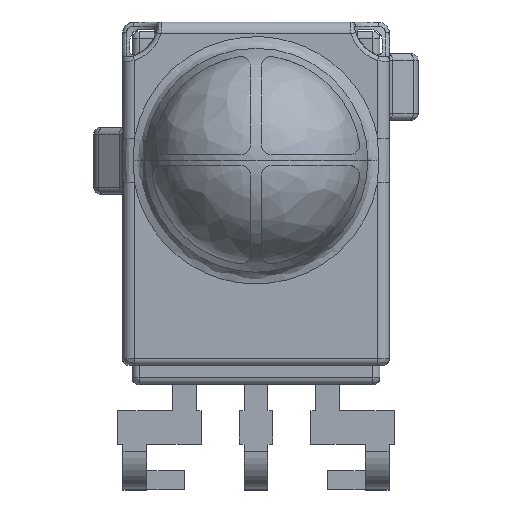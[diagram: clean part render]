
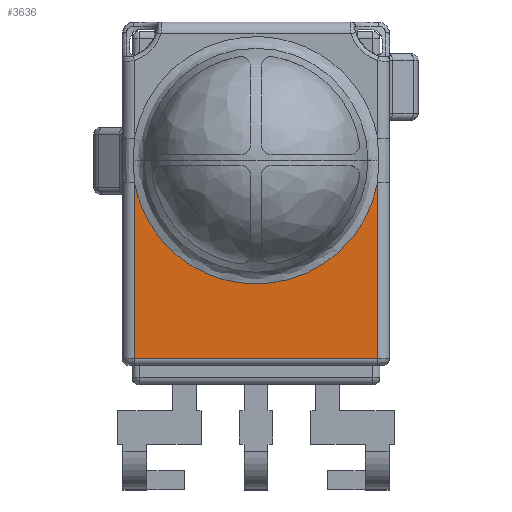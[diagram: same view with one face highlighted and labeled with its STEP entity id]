
A CAD part, top view. The second image highlights one B-rep face of the part: STEP entity #3636.
In plain terms, the highlighted planar face has unit normal (0, 0, 1).
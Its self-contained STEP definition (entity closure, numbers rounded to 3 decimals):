
#187 = ORIENTED_EDGE ( 'NONE', *, *, #8873, .F. ) ;
#629 = DIRECTION ( 'NONE',  ( 0., -1., 0. ) ) ;
#779 = B_SPLINE_CURVE_WITH_KNOTS ( 'NONE', 3,
 ( #3885, #6588, #15315, #6765, #16727, #8215, #18168, #9636, #1072, #11079, #2501, #12501, #3948, #13951, #5373, #15372, #6836, #16785, #8273, #18232, #9701, #1126, #11139, #2566, #12560, #4003, #14014, #5433, #15432, #6895, #16853, #8328, #18290, #9761, #1195, #11192, #2617, #12622, #4061, #14074, #5495, #15500, #6959, #16907, #8390, #18347, #9820, #1253, #11246, #2678, #12682, #4129 ),
 .UNSPECIFIED., .F., .F.,
 ( 4, 1, 1, 1, 1, 2, 2, 1, 1, 1, 1, 2, 2, 1, 1, 1, 2, 2, 2, 1, 1, 1, 2, 2, 1, 1, 1, 1, 2, 2, 1, 1, 1, 1, 2, 2, 4 ),
 ( 0., 0.062, 0.094, 0.109, 0.117, 0.121, 0.125, 0.187, 0.219, 0.234, 0.242, 0.246, 0.25, 0.312, 0.344, 0.359, 0.367, 0.375, 0.5, 0.562, 0.594, 0.609, 0.617, 0.625, 0.688, 0.719, 0.734, 0.742, 0.746, 0.75, 0.813, 0.844, 0.859, 0.867, 0.871, 0.875, 1. ),
 .UNSPECIFIED. ) ;
#836 = VERTEX_POINT ( 'NONE', #18424 ) ;
#1072 = CARTESIAN_POINT ( 'NONE',  ( 2.335, -1.127, 5. ) ) ;
#1126 = CARTESIAN_POINT ( 'NONE',  ( 1.111, -2.342, 5. ) ) ;
#1195 = CARTESIAN_POINT ( 'NONE',  ( -1.402, -2.192, 5. ) ) ;
#1253 = CARTESIAN_POINT ( 'NONE',  ( -2.323, -1.151, 5. ) ) ;
#1476 = CARTESIAN_POINT ( 'NONE',  ( 2.55, -2.313, 5. ) ) ;
#2501 = CARTESIAN_POINT ( 'NONE',  ( 2.16, -1.446, 5. ) ) ;
#2566 = CARTESIAN_POINT ( 'NONE',  ( 1.056, -2.367, 5. ) ) ;
#2617 = CARTESIAN_POINT ( 'NONE',  ( -1.737, -1.925, 5. ) ) ;
#2678 = CARTESIAN_POINT ( 'NONE',  ( -2.434, -0.923, 5. ) ) ;
#2884 = LINE ( 'NONE', #1476, #17634 ) ;
#3636 = ADVANCED_FACE ( 'NONE', ( #17314 ), #6327, .T. ) ;
#3885 = CARTESIAN_POINT ( 'NONE',  ( 2.55, -0.466, 5. ) ) ;
#3948 = CARTESIAN_POINT ( 'NONE',  ( 1.927, -1.734, 5. ) ) ;
#4003 = CARTESIAN_POINT ( 'NONE',  ( 0.36, -2.592, 5. ) ) ;
#4061 = CARTESIAN_POINT ( 'NONE',  ( -1.812, -1.854, 5. ) ) ;
#4129 = CARTESIAN_POINT ( 'NONE',  ( -2.55, -0.466, 5. ) ) ;
#4155 = VECTOR ( 'NONE', #8914, 1000. ) ;
#4943 = CARTESIAN_POINT ( 'NONE',  ( 2.8, -4.3, 5. ) ) ;
#5335 = CARTESIAN_POINT ( 'NONE',  ( 2.55, -4.16, 5. ) ) ;
#5373 = CARTESIAN_POINT ( 'NONE',  ( 1.866, -1.799, 5. ) ) ;
#5433 = CARTESIAN_POINT ( 'NONE',  ( -0.444, -2.565, 5. ) ) ;
#5495 = CARTESIAN_POINT ( 'NONE',  ( -1.835, -1.831, 5. ) ) ;
#5583 = ORIENTED_EDGE ( 'NONE', *, *, #12812, .T. ) ;
#5743 = VECTOR ( 'NONE', #629, 1000. ) ;
#6327 = PLANE ( 'NONE',  #10481 ) ;
#6396 = DIRECTION ( 'NONE',  ( 1., 0., 0. ) ) ;
#6588 = CARTESIAN_POINT ( 'NONE',  ( 2.529, -0.583, 5. ) ) ;
#6765 = CARTESIAN_POINT ( 'NONE',  ( 2.415, -0.947, 5. ) ) ;
#6836 = CARTESIAN_POINT ( 'NONE',  ( 1.849, -1.817, 5. ) ) ;
#6837 = EDGE_LOOP ( 'NONE', ( #187, #14418, #5583, #7633 ) ) ;
#6895 = CARTESIAN_POINT ( 'NONE',  ( -0.89, -2.435, 5. ) ) ;
#6959 = CARTESIAN_POINT ( 'NONE',  ( -2.078, -1.561, 5. ) ) ;
#7633 = ORIENTED_EDGE ( 'NONE', *, *, #16852, .T. ) ;
#7783 = CARTESIAN_POINT ( 'NONE',  ( -2.55, -4.3, 5. ) ) ;
#8215 = CARTESIAN_POINT ( 'NONE',  ( 2.353, -1.088, 5. ) ) ;
#8232 = LINE ( 'NONE', #7783, #5743 ) ;
#8273 = CARTESIAN_POINT ( 'NONE',  ( 1.537, -2.1, 5. ) ) ;
#8328 = CARTESIAN_POINT ( 'NONE',  ( -0.994, -2.394, 5. ) ) ;
#8390 = CARTESIAN_POINT ( 'NONE',  ( -2.274, -1.246, 5. ) ) ;
#8873 = EDGE_CURVE ( 'NONE', #836, #16731, #2884, .T. ) ;
#8914 = DIRECTION ( 'NONE',  ( 1., 0., 0. ) ) ;
#8955 = CARTESIAN_POINT ( 'NONE',  ( -2.55, -4.16, 5. ) ) ;
#9636 = CARTESIAN_POINT ( 'NONE',  ( 2.337, -1.122, 5. ) ) ;
#9701 = CARTESIAN_POINT ( 'NONE',  ( 1.167, -2.316, 5. ) ) ;
#9761 = CARTESIAN_POINT ( 'NONE',  ( -1.187, -2.31, 5. ) ) ;
#9820 = CARTESIAN_POINT ( 'NONE',  ( -2.315, -1.167, 5. ) ) ;
#10034 = VERTEX_POINT ( 'NONE', #8955 ) ;
#10049 = DIRECTION ( 'NONE',  ( 0., -1., 0. ) ) ;
#10481 = AXIS2_PLACEMENT_3D ( 'NONE', #4943, #14939, #6396 ) ;
#11079 = CARTESIAN_POINT ( 'NONE',  ( 2.268, -1.263, 5. ) ) ;
#11139 = CARTESIAN_POINT ( 'NONE',  ( 1.073, -2.36, 5. ) ) ;
#11192 = CARTESIAN_POINT ( 'NONE',  ( -1.629, -2.02, 5. ) ) ;
#11246 = CARTESIAN_POINT ( 'NONE',  ( -2.327, -1.142, 5. ) ) ;
#12501 = CARTESIAN_POINT ( 'NONE',  ( 2.009, -1.641, 5. ) ) ;
#12560 = CARTESIAN_POINT ( 'NONE',  ( 0.706, -2.52, 5. ) ) ;
#12622 = CARTESIAN_POINT ( 'NONE',  ( -1.79, -1.876, 5. ) ) ;
#12682 = CARTESIAN_POINT ( 'NONE',  ( -2.507, -0.7, 5. ) ) ;
#12812 = EDGE_CURVE ( 'NONE', #14565, #10034, #8232, .T. ) ;
#13000 = CARTESIAN_POINT ( 'NONE',  ( 2.8, -4.16, 5. ) ) ;
#13951 = CARTESIAN_POINT ( 'NONE',  ( 1.885, -1.78, 5. ) ) ;
#14014 = CARTESIAN_POINT ( 'NONE',  ( -0.18, -2.592, 5. ) ) ;
#14074 = CARTESIAN_POINT ( 'NONE',  ( -1.827, -1.839, 5. ) ) ;
#14418 = ORIENTED_EDGE ( 'NONE', *, *, #17710, .T. ) ;
#14565 = VERTEX_POINT ( 'NONE', #15600 ) ;
#14939 = DIRECTION ( 'NONE',  ( 0., 0., 1. ) ) ;
#15315 = CARTESIAN_POINT ( 'NONE',  ( 2.485, -0.754, 5. ) ) ;
#15372 = CARTESIAN_POINT ( 'NONE',  ( 1.854, -1.812, 5. ) ) ;
#15432 = CARTESIAN_POINT ( 'NONE',  ( -0.743, -2.487, 5. ) ) ;
#15500 = CARTESIAN_POINT ( 'NONE',  ( -1.942, -1.723, 5. ) ) ;
#15565 = LINE ( 'NONE', #13000, #4155 ) ;
#15600 = CARTESIAN_POINT ( 'NONE',  ( -2.55, -0.466, 5. ) ) ;
#16727 = CARTESIAN_POINT ( 'NONE',  ( 2.374, -1.041, 5. ) ) ;
#16731 = VERTEX_POINT ( 'NONE', #5335 ) ;
#16785 = CARTESIAN_POINT ( 'NONE',  ( 1.725, -1.942, 5. ) ) ;
#16852 = EDGE_CURVE ( 'NONE', #10034, #16731, #15565, .T. ) ;
#16853 = CARTESIAN_POINT ( 'NONE',  ( -0.953, -2.411, 5. ) ) ;
#16907 = CARTESIAN_POINT ( 'NONE',  ( -2.213, -1.354, 5. ) ) ;
#17314 = FACE_OUTER_BOUND ( 'NONE', #6837, .T. ) ;
#17634 = VECTOR ( 'NONE', #10049, 1000. ) ;
#17710 = EDGE_CURVE ( 'NONE', #836, #14565, #779, .T. ) ;
#18168 = CARTESIAN_POINT ( 'NONE',  ( 2.343, -1.108, 5. ) ) ;
#18232 = CARTESIAN_POINT ( 'NONE',  ( 1.294, -2.249, 5. ) ) ;
#18290 = CARTESIAN_POINT ( 'NONE',  ( -1.017, -2.385, 5. ) ) ;
#18347 = CARTESIAN_POINT ( 'NONE',  ( -2.303, -1.191, 5. ) ) ;
#18424 = CARTESIAN_POINT ( 'NONE',  ( 2.55, -0.466, 5. ) ) ;
